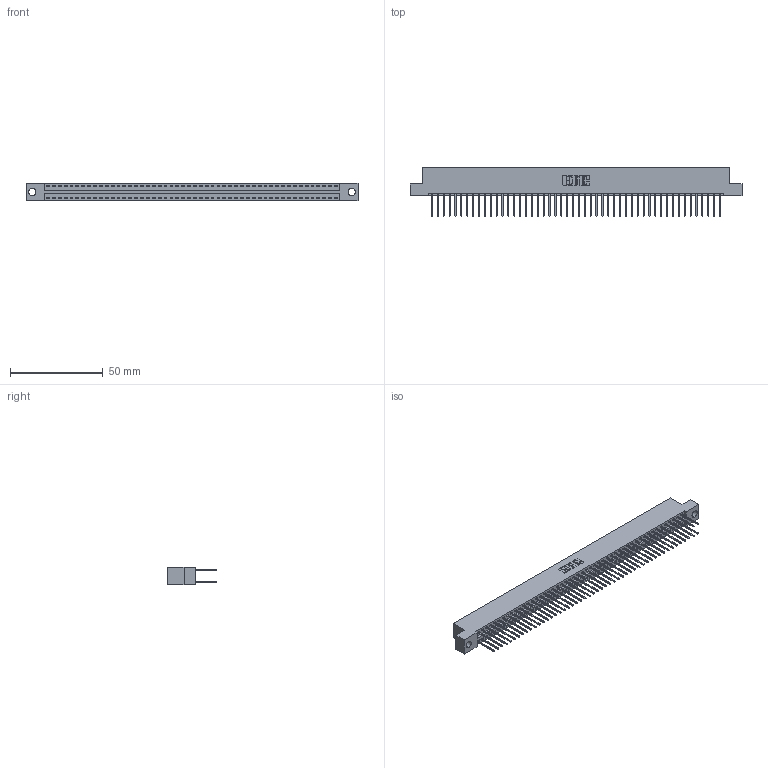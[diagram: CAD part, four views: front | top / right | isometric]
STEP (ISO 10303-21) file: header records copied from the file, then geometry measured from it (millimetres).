
FILE_DESCRIPTION (( 'STEP AP203' ), '1' );
FILE_NAME ('346-100-522-204.STEP', '2022-05-26T20:10:45', ( '' ), ( '' ), 'SwSTEP 2.0', 'SolidWorks 2020', '' );
FILE_SCHEMA (( 'CONFIG_CONTROL_DESIGN' ));
Length unit declared in the file: inch
Products named in the file (3): 345-292-001_345-293-122; 346 Part_Flush Mounting Lugs - 0.156 Dia-TH; 346-100-522-204
Assembly tree (101 placements, depth 2):
  346-100-522-204
    346 Part_Flush Mounting Lugs - 0.156 Dia-TH
    345-292-001_345-293-122  x100
Bounding box: 179.32 x 26.42 x 9.4 mm (x, y, z)
Volume: 17698.7 mm3; surface area: 25489.5 mm2
Topology: 101 solids, 101 shells, 5336 faces, 15865 edges, 10442 vertices
Faces by surface type: plane 3590, cylinder 1746
Entity records: 31991 total; most frequent: CARTESIAN_POINT 5266, ORIENTED_EDGE 5198, DIRECTION 4691, EDGE_CURVE 2599, VECTOR 2267, LINE 2267, VERTEX_POINT 1730, AXIS2_PLACEMENT_3D 1212
